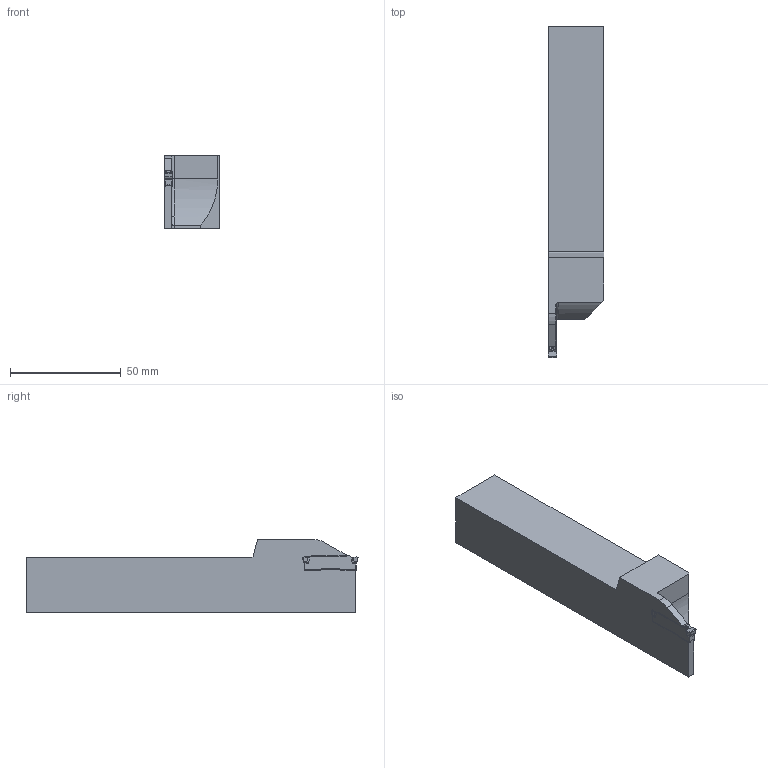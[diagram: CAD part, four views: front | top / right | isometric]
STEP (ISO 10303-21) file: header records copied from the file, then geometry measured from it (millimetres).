
FILE_DESCRIPTION(/* description */ (''),/* implementation_level */ '2;1');
FILE_NAME(/* name */ 'GL4-S2525MFL-24-80_sim.stp',/* time_stamp */ '2021-08-20T07:25:51+02:00',/* author */ (''),/* organization */ (''),/* preprocessor_version */ 'ST-DEVELOPER v16.7',/* originating_system */ 'SIEMENS PLM Software NX 12.0',/* authorisation */ '');
FILE_SCHEMA (('AUTOMOTIVE_DESIGN { 1 0 10303 214 3 1 1 1 }'));
Length unit declared in the file: millimetre
Products named in the file (1): hc723538F8474exb
Bounding box: 25.3 x 150.06 x 33 mm (x, y, z)
Volume: 85264.8 mm3; surface area: 16414.1 mm2
Topology: 2 solids, 2 shells, 292 faces, 709 edges, 412 vertices
Faces by surface type: bspline 148, plane 66, cylinder 62, extrusion 10, sphere 5, torus 1
Entity records: 10616 total; most frequent: CARTESIAN_POINT 5067, ORIENTED_EDGE 1396, DIRECTION 796, EDGE_CURVE 698, VERTEX_POINT 410, ADVANCED_FACE 292, FACE_OUTER_BOUND 292, EDGE_LOOP 292
